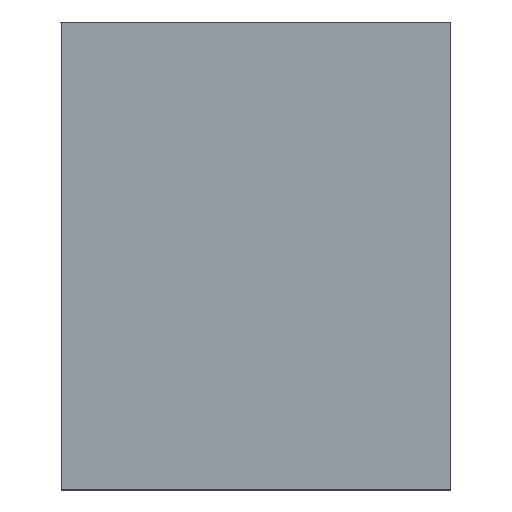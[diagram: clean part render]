
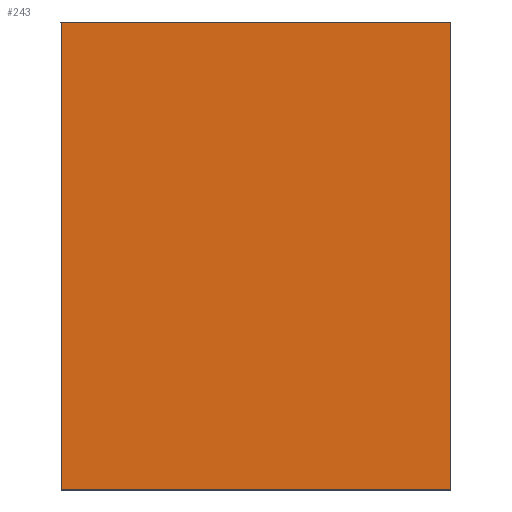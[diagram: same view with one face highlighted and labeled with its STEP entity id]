
A CAD part, left-side view. The second image highlights one B-rep face of the part: STEP entity #243.
In plain terms, the highlighted planar face has unit normal (-1, 0, 0).
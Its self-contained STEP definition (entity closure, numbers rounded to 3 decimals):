
#27=PLANE('',#283);
#41=FACE_OUTER_BOUND('',#57,.T.);
#57=EDGE_LOOP('',(#197,#198,#199,#200));
#77=LINE('',#403,#95);
#78=LINE('',#405,#96);
#79=LINE('',#407,#97);
#80=LINE('',#408,#98);
#95=VECTOR('',#339,10.);
#96=VECTOR('',#340,10.);
#97=VECTOR('',#341,10.);
#98=VECTOR('',#342,10.);
#131=VERTEX_POINT('',#401);
#132=VERTEX_POINT('',#402);
#133=VERTEX_POINT('',#404);
#134=VERTEX_POINT('',#406);
#157=EDGE_CURVE('',#131,#132,#77,.T.);
#158=EDGE_CURVE('',#132,#133,#78,.T.);
#159=EDGE_CURVE('',#133,#134,#79,.T.);
#160=EDGE_CURVE('',#134,#131,#80,.T.);
#197=ORIENTED_EDGE('',*,*,#157,.T.);
#198=ORIENTED_EDGE('',*,*,#158,.T.);
#199=ORIENTED_EDGE('',*,*,#159,.T.);
#200=ORIENTED_EDGE('',*,*,#160,.T.);
#243=ADVANCED_FACE('',(#41),#27,.T.);
#283=AXIS2_PLACEMENT_3D('',#400,#337,#338);
#337=DIRECTION('center_axis',(-1.,0.,0.));
#338=DIRECTION('ref_axis',(0.,0.,-1.));
#339=DIRECTION('',(0.,-1.,0.));
#340=DIRECTION('',(0.,0.,1.));
#341=DIRECTION('',(0.,1.,0.));
#342=DIRECTION('',(0.,0.,-1.));
#400=CARTESIAN_POINT('Origin',(0.,-200.,18.));
#401=CARTESIAN_POINT('',(0.,-190.,6.));
#402=CARTESIAN_POINT('',(0.,-210.,6.));
#403=CARTESIAN_POINT('',(0.,-200.,6.));
#404=CARTESIAN_POINT('',(0.,-210.,30.));
#405=CARTESIAN_POINT('',(0.,-210.,18.));
#406=CARTESIAN_POINT('',(0.,-190.,30.));
#407=CARTESIAN_POINT('',(0.,-200.,30.));
#408=CARTESIAN_POINT('',(0.,-190.,18.));
